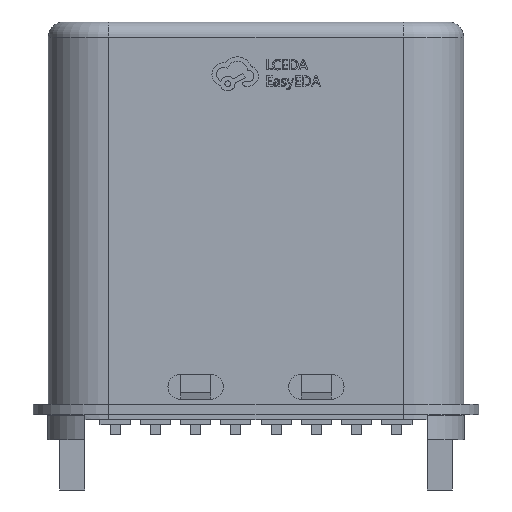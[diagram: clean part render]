
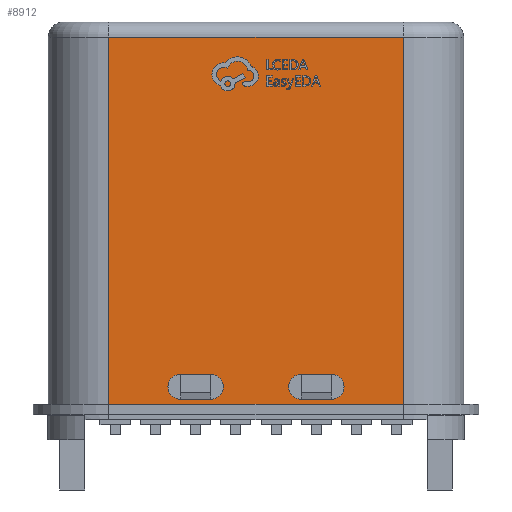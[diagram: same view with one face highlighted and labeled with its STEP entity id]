
A CAD part, front view. The second image highlights one B-rep face of the part: STEP entity #8912.
In plain terms, the highlighted planar face has unit normal (0, -1, 0).
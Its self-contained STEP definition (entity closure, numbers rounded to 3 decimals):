
#292 = ORIENTED_EDGE ( 'NONE', *, *, #25971, .F. ) ;
#329 = CIRCLE ( 'NONE', #25644, 0.25 ) ;
#640 = VECTOR ( 'NONE', #36235, 1000. ) ;
#949 = DIRECTION ( 'NONE',  ( 0., -1., 0. ) ) ;
#1145 = CARTESIAN_POINT ( 'NONE',  ( 2.925, -1.2, -7.6 ) ) ;
#1566 = DIRECTION ( 'NONE',  ( 1., 0., 0. ) ) ;
#1818 = ORIENTED_EDGE ( 'NONE', *, *, #27121, .F. ) ;
#2096 = DIRECTION ( 'NONE',  ( 0., -1., 0. ) ) ;
#2386 = VECTOR ( 'NONE', #12465, 1000. ) ;
#2770 = CARTESIAN_POINT ( 'NONE',  ( 0.9, -1.2, -7.5 ) ) ;
#3075 = AXIS2_PLACEMENT_3D ( 'NONE', #32050, #29460, #17589 ) ;
#3267 = CARTESIAN_POINT ( 'NONE',  ( -0.9, -1.2, -7.5 ) ) ;
#3559 = CARTESIAN_POINT ( 'NONE',  ( 2.925, -1.2, -7.9 ) ) ;
#4050 = ORIENTED_EDGE ( 'NONE', *, *, #25620, .F. ) ;
#4647 = VERTEX_POINT ( 'NONE', #2770 ) ;
#4757 = ORIENTED_EDGE ( 'NONE', *, *, #8634, .F. ) ;
#4874 = AXIS2_PLACEMENT_3D ( 'NONE', #24044, #18484, #13157 ) ;
#5390 = EDGE_CURVE ( 'NONE', #6550, #16946, #28832, .T. ) ;
#5598 = EDGE_CURVE ( 'NONE', #28192, #4647, #28553, .T. ) ;
#5633 = CARTESIAN_POINT ( 'NONE',  ( -1.5, -1.2, -7.5 ) ) ;
#5661 = AXIS2_PLACEMENT_3D ( 'NONE', #10905, #2096, #10715 ) ;
#6290 = DIRECTION ( 'NONE',  ( 0., -1., 0. ) ) ;
#6447 = CARTESIAN_POINT ( 'NONE',  ( -1.5, -1.2, -7. ) ) ;
#6544 = FACE_OUTER_BOUND ( 'NONE', #12891, .T. ) ;
#6550 = VERTEX_POINT ( 'NONE', #1145 ) ;
#6823 = DIRECTION ( 'NONE',  ( -1., 0., 0. ) ) ;
#6893 = CARTESIAN_POINT ( 'NONE',  ( 0.9, -1.2, -7.5 ) ) ;
#7068 = VERTEX_POINT ( 'NONE', #5633 ) ;
#7648 = CARTESIAN_POINT ( 'NONE',  ( 0.9, -1.2, -7. ) ) ;
#7753 = ORIENTED_EDGE ( 'NONE', *, *, #25369, .F. ) ;
#8374 = ORIENTED_EDGE ( 'NONE', *, *, #5598, .F. ) ;
#8634 = EDGE_CURVE ( 'NONE', #26141, #10478, #15379, .T. ) ;
#8912 = ADVANCED_FACE ( 'NONE', ( #9874, #20552, #6544 ), #17969, .T. ) ;
#9517 = LINE ( 'NONE', #23905, #2386 ) ;
#9547 = VERTEX_POINT ( 'NONE', #22291 ) ;
#9815 = ORIENTED_EDGE ( 'NONE', *, *, #16909, .F. ) ;
#9874 = FACE_BOUND ( 'NONE', #9901, .T. ) ;
#9901 = EDGE_LOOP ( 'NONE', ( #4050, #29170, #25710, #4757, #9815 ) ) ;
#10333 = ORIENTED_EDGE ( 'NONE', *, *, #15029, .T. ) ;
#10478 = VERTEX_POINT ( 'NONE', #36380 ) ;
#10715 = DIRECTION ( 'NONE',  ( -1., 0., 0. ) ) ;
#10905 = CARTESIAN_POINT ( 'NONE',  ( 1.5, -1.2, -7.25 ) ) ;
#11930 = VERTEX_POINT ( 'NONE', #22585 ) ;
#12100 = VECTOR ( 'NONE', #29070, 1000. ) ;
#12326 = CARTESIAN_POINT ( 'NONE',  ( -0.9, -1.2, -7.5 ) ) ;
#12456 = VECTOR ( 'NONE', #23146, 1000. ) ;
#12465 = DIRECTION ( 'NONE',  ( 0., 0., 1. ) ) ;
#12518 = CARTESIAN_POINT ( 'NONE',  ( 0.9, -1.2, -7.25 ) ) ;
#12686 = EDGE_LOOP ( 'NONE', ( #292, #7753, #8374, #22210, #1818 ) ) ;
#12891 = EDGE_LOOP ( 'NONE', ( #29133, #10333, #22219, #17602 ) ) ;
#13157 = DIRECTION ( 'NONE',  ( -1., 0., 0. ) ) ;
#13207 = AXIS2_PLACEMENT_3D ( 'NONE', #12518, #15653, #35075 ) ;
#13209 = DIRECTION ( 'NONE',  ( -1., 0., 0. ) ) ;
#13878 = CARTESIAN_POINT ( 'NONE',  ( 2.925, -1.2, -7.6 ) ) ;
#13940 = CIRCLE ( 'NONE', #23938, 0.25 ) ;
#14410 = CARTESIAN_POINT ( 'NONE',  ( -2.925, -1.2, -0.3 ) ) ;
#14753 = DIRECTION ( 'NONE',  ( 1., 0., 0. ) ) ;
#14803 = EDGE_CURVE ( 'NONE', #10478, #33696, #20733, .T. ) ;
#14829 = LINE ( 'NONE', #3267, #12456 ) ;
#15029 = EDGE_CURVE ( 'NONE', #16946, #17426, #20486, .T. ) ;
#15151 = DIRECTION ( 'NONE',  ( 0., 0., 1. ) ) ;
#15379 = CIRCLE ( 'NONE', #22421, 0.25 ) ;
#15486 = LINE ( 'NONE', #6447, #25838 ) ;
#15653 = DIRECTION ( 'NONE',  ( 0., -1., 0. ) ) ;
#16909 = EDGE_CURVE ( 'NONE', #7068, #26141, #14829, .T. ) ;
#16946 = VERTEX_POINT ( 'NONE', #26492 ) ;
#17426 = VERTEX_POINT ( 'NONE', #21249 ) ;
#17589 = DIRECTION ( 'NONE',  ( 1., 0., 0. ) ) ;
#17602 = ORIENTED_EDGE ( 'NONE', *, *, #30715, .F. ) ;
#17706 = CARTESIAN_POINT ( 'NONE',  ( -1.5, -1.2, -7.25 ) ) ;
#17969 = PLANE ( 'NONE',  #3075 ) ;
#18484 = DIRECTION ( 'NONE',  ( 0., -1., 0. ) ) ;
#20057 = VERTEX_POINT ( 'NONE', #29067 ) ;
#20313 = DIRECTION ( 'NONE',  ( -1., 0., 0. ) ) ;
#20486 = LINE ( 'NONE', #14410, #22555 ) ;
#20550 = VERTEX_POINT ( 'NONE', #33994 ) ;
#20552 = FACE_BOUND ( 'NONE', #12686, .T. ) ;
#20633 = EDGE_CURVE ( 'NONE', #33696, #20057, #15486, .T. ) ;
#20733 = CIRCLE ( 'NONE', #4874, 0.25 ) ;
#21249 = CARTESIAN_POINT ( 'NONE',  ( -2.925, -1.2, -0.3 ) ) ;
#21460 = EDGE_CURVE ( 'NONE', #9547, #17426, #9517, .T. ) ;
#21649 = LINE ( 'NONE', #13878, #640 ) ;
#22210 = ORIENTED_EDGE ( 'NONE', *, *, #33163, .F. ) ;
#22219 = ORIENTED_EDGE ( 'NONE', *, *, #21460, .F. ) ;
#22291 = CARTESIAN_POINT ( 'NONE',  ( -2.925, -1.2, -7.6 ) ) ;
#22341 = VERTEX_POINT ( 'NONE', #32631 ) ;
#22421 = AXIS2_PLACEMENT_3D ( 'NONE', #26219, #949, #23434 ) ;
#22555 = VECTOR ( 'NONE', #20313, 1000. ) ;
#22585 = CARTESIAN_POINT ( 'NONE',  ( 1.5, -1.2, -7.5 ) ) ;
#22592 = VECTOR ( 'NONE', #15151, 1000. ) ;
#22733 = CIRCLE ( 'NONE', #5661, 0.25 ) ;
#23146 = DIRECTION ( 'NONE',  ( 1., 0., 0. ) ) ;
#23229 = VECTOR ( 'NONE', #1566, 1000. ) ;
#23434 = DIRECTION ( 'NONE',  ( -1., 0., 0. ) ) ;
#23905 = CARTESIAN_POINT ( 'NONE',  ( -2.925, -1.2, -7.9 ) ) ;
#23938 = AXIS2_PLACEMENT_3D ( 'NONE', #30427, #29673, #13209 ) ;
#24044 = CARTESIAN_POINT ( 'NONE',  ( -0.9, -1.2, -7.25 ) ) ;
#25369 = EDGE_CURVE ( 'NONE', #4647, #11930, #29976, .T. ) ;
#25620 = EDGE_CURVE ( 'NONE', #20057, #7068, #329, .T. ) ;
#25644 = AXIS2_PLACEMENT_3D ( 'NONE', #17706, #6290, #14753 ) ;
#25710 = ORIENTED_EDGE ( 'NONE', *, *, #14803, .F. ) ;
#25838 = VECTOR ( 'NONE', #6823, 1000. ) ;
#25971 = EDGE_CURVE ( 'NONE', #11930, #22341, #22733, .T. ) ;
#26141 = VERTEX_POINT ( 'NONE', #12326 ) ;
#26219 = CARTESIAN_POINT ( 'NONE',  ( -0.9, -1.2, -7.25 ) ) ;
#26300 = LINE ( 'NONE', #29441, #12100 ) ;
#26492 = CARTESIAN_POINT ( 'NONE',  ( 2.925, -1.2, -0.3 ) ) ;
#27121 = EDGE_CURVE ( 'NONE', #22341, #20550, #13940, .T. ) ;
#28192 = VERTEX_POINT ( 'NONE', #7648 ) ;
#28553 = CIRCLE ( 'NONE', #13207, 0.25 ) ;
#28832 = LINE ( 'NONE', #3559, #22592 ) ;
#29067 = CARTESIAN_POINT ( 'NONE',  ( -1.5, -1.2, -7. ) ) ;
#29070 = DIRECTION ( 'NONE',  ( -1., 0., 0. ) ) ;
#29133 = ORIENTED_EDGE ( 'NONE', *, *, #5390, .T. ) ;
#29170 = ORIENTED_EDGE ( 'NONE', *, *, #20633, .F. ) ;
#29441 = CARTESIAN_POINT ( 'NONE',  ( 1.5, -1.2, -7. ) ) ;
#29460 = DIRECTION ( 'NONE',  ( 0., -1., 0. ) ) ;
#29673 = DIRECTION ( 'NONE',  ( 0., -1., 0. ) ) ;
#29976 = LINE ( 'NONE', #6893, #23229 ) ;
#30427 = CARTESIAN_POINT ( 'NONE',  ( 1.5, -1.2, -7.25 ) ) ;
#30634 = CARTESIAN_POINT ( 'NONE',  ( -0.9, -1.2, -7. ) ) ;
#30715 = EDGE_CURVE ( 'NONE', #6550, #9547, #21649, .T. ) ;
#32050 = CARTESIAN_POINT ( 'NONE',  ( -2.925, -1.2, -7.9 ) ) ;
#32631 = CARTESIAN_POINT ( 'NONE',  ( 1.75, -1.2, -7.25 ) ) ;
#33163 = EDGE_CURVE ( 'NONE', #20550, #28192, #26300, .T. ) ;
#33696 = VERTEX_POINT ( 'NONE', #30634 ) ;
#33994 = CARTESIAN_POINT ( 'NONE',  ( 1.5, -1.2, -7. ) ) ;
#35075 = DIRECTION ( 'NONE',  ( 1., 0., 0. ) ) ;
#36235 = DIRECTION ( 'NONE',  ( -1., 0., 0. ) ) ;
#36380 = CARTESIAN_POINT ( 'NONE',  ( -0.65, -1.2, -7.25 ) ) ;
